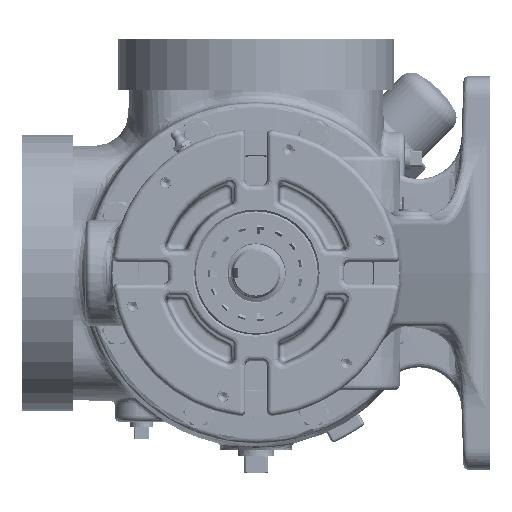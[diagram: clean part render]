
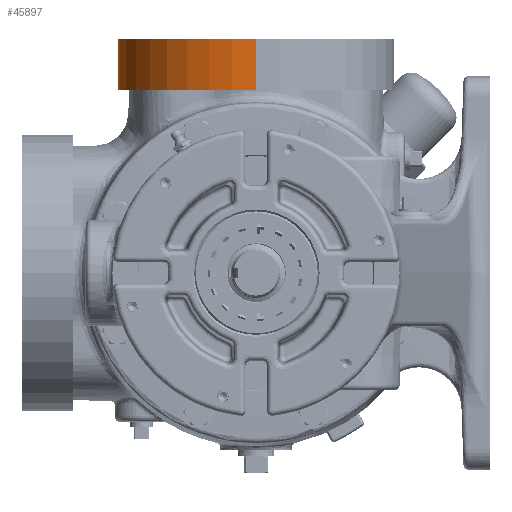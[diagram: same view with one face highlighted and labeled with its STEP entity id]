
A CAD part, left-side view. The second image highlights one B-rep face of the part: STEP entity #45897.
In plain terms, the highlighted cylindrical face has radius 82.55 mm (diameter 165.1 mm), a partial arc.
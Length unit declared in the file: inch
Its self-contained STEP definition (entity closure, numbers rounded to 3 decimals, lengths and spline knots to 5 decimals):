
#17555 = CARTESIAN_POINT ( 'NONE',  ( 6.03, 0., 5.5 ) ) ;
#17642 = AXIS2_PLACEMENT_3D ( 'NONE', #28627, #129938, #45586 ) ;
#17666 = DIRECTION ( 'NONE',  ( 0., 0., -1. ) ) ;
#17690 = DIRECTION ( 'NONE',  ( 0., 0., -1. ) ) ;
#28627 = CARTESIAN_POINT ( 'NONE',  ( 2.78, 0., 3.8174 ) ) ;
#28678 = CARTESIAN_POINT ( 'NONE',  ( -0.47, 0., 4.31 ) ) ;
#30220 = ORIENTED_EDGE ( 'NONE', *, *, #34318, .F. ) ;
#34318 = EDGE_CURVE ( 'NONE', #157881, #64426, #99545, .T. ) ;
#39782 = CARTESIAN_POINT ( 'NONE',  ( 2.78, 0., 5.5 ) ) ;
#45586 = DIRECTION ( 'NONE',  ( -1., 0., 0. ) ) ;
#45897 = ADVANCED_FACE ( 'Defeatured_0_1189', ( #166351 ), #107867, .T. ) ;
#51415 = ORIENTED_EDGE ( 'NONE', *, *, #101012, .T. ) ;
#56285 = CIRCLE ( 'NONE', #102065, 3.25 ) ;
#64426 = VERTEX_POINT ( 'NONE', #28678 ) ;
#89136 = CARTESIAN_POINT ( 'NONE',  ( 2.78, 0., 4.31 ) ) ;
#91032 = ORIENTED_EDGE ( 'NONE', *, *, #186010, .T. ) ;
#95659 = LINE ( 'NONE', #195590, #190510 ) ;
#99545 = LINE ( 'NONE', #143576, #190873 ) ;
#101012 = EDGE_CURVE ( 'NONE', #172043, #176344, #95659, .T. ) ;
#102065 = AXIS2_PLACEMENT_3D ( 'NONE', #39782, #17666, #217625 ) ;
#107867 = CYLINDRICAL_SURFACE ( 'NONE', #17642, 3.25 ) ;
#108199 = ORIENTED_EDGE ( 'NONE', *, *, #116774, .F. ) ;
#116774 = EDGE_CURVE ( 'NONE', #64426, #176344, #125863, .T. ) ;
#125863 = CIRCLE ( 'NONE', #254520, 3.25 ) ;
#129938 = DIRECTION ( 'NONE',  ( 0., 0., -1. ) ) ;
#134800 = EDGE_LOOP ( 'NONE', ( #91032, #51415, #108199, #30220 ) ) ;
#143576 = CARTESIAN_POINT ( 'NONE',  ( -0.47, 0., 3.8174 ) ) ;
#157881 = VERTEX_POINT ( 'NONE', #158907 ) ;
#158907 = CARTESIAN_POINT ( 'NONE',  ( -0.47, 0., 5.5 ) ) ;
#162335 = CARTESIAN_POINT ( 'NONE',  ( 6.03, 0., 4.31 ) ) ;
#166351 = FACE_OUTER_BOUND ( 'NONE', #134800, .T. ) ;
#172043 = VERTEX_POINT ( 'NONE', #17555 ) ;
#176344 = VERTEX_POINT ( 'NONE', #162335 ) ;
#178744 = DIRECTION ( 'NONE',  ( 0., 0., -1. ) ) ;
#186010 = EDGE_CURVE ( 'NONE', #157881, #172043, #56285, .T. ) ;
#190316 = DIRECTION ( 'NONE',  ( -1., 0., 0. ) ) ;
#190510 = VECTOR ( 'NONE', #17690, 39.37008 ) ;
#190873 = VECTOR ( 'NONE', #178744, 39.37008 ) ;
#195590 = CARTESIAN_POINT ( 'NONE',  ( 6.03, 0., 3.8174 ) ) ;
#211057 = DIRECTION ( 'NONE',  ( 0., 0., -1. ) ) ;
#217625 = DIRECTION ( 'NONE',  ( -1., 0., 0. ) ) ;
#254520 = AXIS2_PLACEMENT_3D ( 'NONE', #89136, #211057, #190316 ) ;
